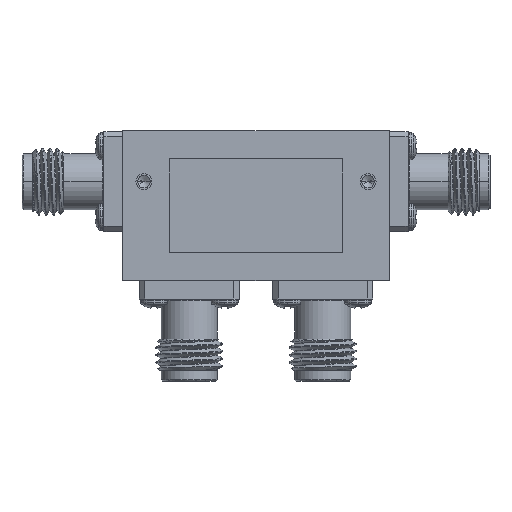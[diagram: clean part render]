
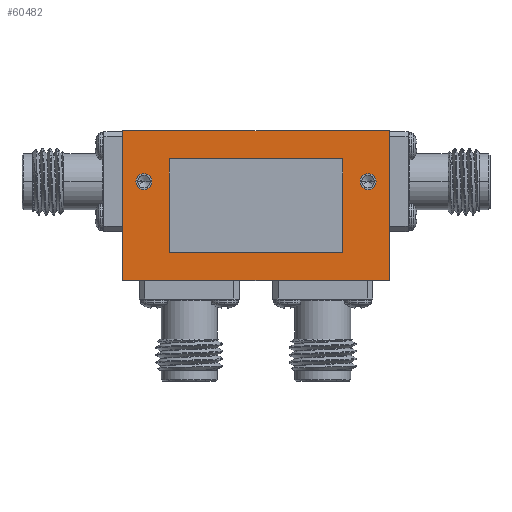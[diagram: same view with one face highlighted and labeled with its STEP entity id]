
A CAD part, top view. The second image highlights one B-rep face of the part: STEP entity #60482.
In plain terms, the highlighted planar face has unit normal (0, 0, 1).
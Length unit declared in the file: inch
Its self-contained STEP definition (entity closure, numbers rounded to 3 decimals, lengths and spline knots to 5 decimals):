
#163 = DIRECTION ( 'NONE',  ( 1., 0., 0. ) ) ;
#279 = EDGE_LOOP ( 'NONE', ( #23683, #16156 ) ) ;
#1207 = CARTESIAN_POINT ( 'NONE',  ( -0.5, -0.28, 0.19 ) ) ;
#1714 = LINE ( 'NONE', #16088, #14253 ) ;
#2003 = LINE ( 'NONE', #17734, #47946 ) ;
#3803 = AXIS2_PLACEMENT_3D ( 'NONE', #33092, #58733, #49157 ) ;
#4870 = VECTOR ( 'NONE', #48903, 39.37008 ) ;
#5233 = EDGE_CURVE ( 'NONE', #46676, #59339, #13576, .T. ) ;
#5277 = CARTESIAN_POINT ( 'NONE',  ( 0.42, 0.09, 0.19 ) ) ;
#5468 = CARTESIAN_POINT ( 'NONE',  ( -0.5, -0.28, 0.19 ) ) ;
#5582 = DIRECTION ( 'NONE',  ( 0., -1., 0. ) ) ;
#5710 = AXIS2_PLACEMENT_3D ( 'NONE', #5277, #46990, #163 ) ;
#5804 = LINE ( 'NONE', #62901, #20872 ) ;
#6145 = DIRECTION ( 'NONE',  ( 1., 0., 0. ) ) ;
#6292 = CARTESIAN_POINT ( 'NONE',  ( -0.45, 0.09, 0.19 ) ) ;
#9183 = CARTESIAN_POINT ( 'NONE',  ( -0.325, -0.175, 0.19 ) ) ;
#9914 = CARTESIAN_POINT ( 'NONE',  ( -0.42, 0.09, 0.19 ) ) ;
#9928 = EDGE_CURVE ( 'NONE', #42431, #52100, #2003, .T. ) ;
#9976 = ORIENTED_EDGE ( 'NONE', *, *, #55397, .T. ) ;
#9994 = VERTEX_POINT ( 'NONE', #50159 ) ;
#10446 = EDGE_CURVE ( 'NONE', #64925, #46676, #51083, .T. ) ;
#10997 = CARTESIAN_POINT ( 'NONE',  ( -0.5, 0.28, 0.19 ) ) ;
#11314 = CARTESIAN_POINT ( 'NONE',  ( -0.325, 0.175, 0.19 ) ) ;
#13576 = LINE ( 'NONE', #64857, #27816 ) ;
#14253 = VECTOR ( 'NONE', #16765, 39.37008 ) ;
#14481 = CIRCLE ( 'NONE', #5710, 0.03 ) ;
#14704 = CIRCLE ( 'NONE', #3803, 0.03 ) ;
#14964 = DIRECTION ( 'NONE',  ( 1., 0., 0. ) ) ;
#16088 = CARTESIAN_POINT ( 'NONE',  ( -0.325, -0.175, 0.19 ) ) ;
#16156 = ORIENTED_EDGE ( 'NONE', *, *, #63011, .F. ) ;
#16213 = VERTEX_POINT ( 'NONE', #18391 ) ;
#16522 = EDGE_CURVE ( 'NONE', #53082, #31429, #45864, .T. ) ;
#16720 = ORIENTED_EDGE ( 'NONE', *, *, #60007, .F. ) ;
#16765 = DIRECTION ( 'NONE',  ( 1., 0., 0. ) ) ;
#17734 = CARTESIAN_POINT ( 'NONE',  ( 0.5, -0.28, 0.19 ) ) ;
#18391 = CARTESIAN_POINT ( 'NONE',  ( 0.325, -0.175, 0.19 ) ) ;
#19716 = EDGE_CURVE ( 'NONE', #59339, #16213, #1714, .T. ) ;
#19851 = ORIENTED_EDGE ( 'NONE', *, *, #65466, .T. ) ;
#20872 = VECTOR ( 'NONE', #6145, 39.37008 ) ;
#21318 = FACE_BOUND ( 'NONE', #279, .T. ) ;
#23683 = ORIENTED_EDGE ( 'NONE', *, *, #16522, .F. ) ;
#23879 = CARTESIAN_POINT ( 'NONE',  ( 0.5, 0.28, 0.19 ) ) ;
#24871 = CIRCLE ( 'NONE', #55411, 0.03 ) ;
#25953 = DIRECTION ( 'NONE',  ( 1., 0., 0. ) ) ;
#27816 = VECTOR ( 'NONE', #34397, 39.37008 ) ;
#29367 = ORIENTED_EDGE ( 'NONE', *, *, #10446, .F. ) ;
#30867 = VERTEX_POINT ( 'NONE', #60882 ) ;
#31429 = VERTEX_POINT ( 'NONE', #6292 ) ;
#33092 = CARTESIAN_POINT ( 'NONE',  ( 0.42, 0.09, 0.19 ) ) ;
#33809 = VECTOR ( 'NONE', #56222, 39.37008 ) ;
#33946 = ORIENTED_EDGE ( 'NONE', *, *, #51281, .F. ) ;
#34397 = DIRECTION ( 'NONE',  ( 0., -1., 0. ) ) ;
#36731 = DIRECTION ( 'NONE',  ( 0., 1., 0. ) ) ;
#37422 = LINE ( 'NONE', #1207, #54932 ) ;
#40545 = VERTEX_POINT ( 'NONE', #58508 ) ;
#41203 = LINE ( 'NONE', #67192, #54155 ) ;
#42431 = VERTEX_POINT ( 'NONE', #51783 ) ;
#42763 = LINE ( 'NONE', #10997, #4870 ) ;
#43668 = VERTEX_POINT ( 'NONE', #5468 ) ;
#44110 = EDGE_CURVE ( 'NONE', #40545, #43668, #37422, .T. ) ;
#44486 = EDGE_LOOP ( 'NONE', ( #61024, #9976, #60456, #19851 ) ) ;
#45864 = CIRCLE ( 'NONE', #67676, 0.03 ) ;
#46338 = ORIENTED_EDGE ( 'NONE', *, *, #19716, .F. ) ;
#46676 = VERTEX_POINT ( 'NONE', #11314 ) ;
#46990 = DIRECTION ( 'NONE',  ( 0., 0., 1. ) ) ;
#47946 = VECTOR ( 'NONE', #49827, 39.37008 ) ;
#48903 = DIRECTION ( 'NONE',  ( -1., 0., 0. ) ) ;
#49157 = DIRECTION ( 'NONE',  ( 1., 0., 0. ) ) ;
#49771 = ORIENTED_EDGE ( 'NONE', *, *, #5233, .F. ) ;
#49827 = DIRECTION ( 'NONE',  ( 0., 1., 0. ) ) ;
#50159 = CARTESIAN_POINT ( 'NONE',  ( 0.45, 0.09, 0.19 ) ) ;
#51083 = LINE ( 'NONE', #61699, #33809 ) ;
#51281 = EDGE_CURVE ( 'NONE', #30867, #9994, #14481, .T. ) ;
#51783 = CARTESIAN_POINT ( 'NONE',  ( 0.5, -0.28, 0.19 ) ) ;
#51920 = DIRECTION ( 'NONE',  ( 0., 0., 1. ) ) ;
#52100 = VERTEX_POINT ( 'NONE', #23879 ) ;
#53082 = VERTEX_POINT ( 'NONE', #57525 ) ;
#54155 = VECTOR ( 'NONE', #36731, 39.37008 ) ;
#54932 = VECTOR ( 'NONE', #62739, 39.37008 ) ;
#55262 = EDGE_CURVE ( 'NONE', #9994, #30867, #14704, .T. ) ;
#55397 = EDGE_CURVE ( 'NONE', #52100, #40545, #42763, .T. ) ;
#55411 = AXIS2_PLACEMENT_3D ( 'NONE', #9914, #51920, #25953 ) ;
#56222 = DIRECTION ( 'NONE',  ( -1., 0., 0. ) ) ;
#56985 = DIRECTION ( 'NONE',  ( 0., 0., 1. ) ) ;
#57217 = FACE_BOUND ( 'NONE', #60686, .T. ) ;
#57525 = CARTESIAN_POINT ( 'NONE',  ( -0.39, 0.09, 0.19 ) ) ;
#58508 = CARTESIAN_POINT ( 'NONE',  ( -0.5, 0.28, 0.19 ) ) ;
#58733 = DIRECTION ( 'NONE',  ( 0., 0., 1. ) ) ;
#59339 = VERTEX_POINT ( 'NONE', #9183 ) ;
#60007 = EDGE_CURVE ( 'NONE', #16213, #64925, #41203, .T. ) ;
#60456 = ORIENTED_EDGE ( 'NONE', *, *, #44110, .T. ) ;
#60482 = ADVANCED_FACE ( 'NONE', ( #62671, #57217, #21318, #67473 ), #61680, .F. ) ;
#60686 = EDGE_LOOP ( 'NONE', ( #67667, #33946 ) ) ;
#60882 = CARTESIAN_POINT ( 'NONE',  ( 0.39, 0.09, 0.19 ) ) ;
#61024 = ORIENTED_EDGE ( 'NONE', *, *, #9928, .T. ) ;
#61091 = CARTESIAN_POINT ( 'NONE',  ( -0.42, 0.09, 0.19 ) ) ;
#61680 = PLANE ( 'NONE',  #65097 ) ;
#61699 = CARTESIAN_POINT ( 'NONE',  ( -0.325, 0.175, 0.19 ) ) ;
#62016 = CARTESIAN_POINT ( 'NONE',  ( 0., 0., 0.19 ) ) ;
#62671 = FACE_OUTER_BOUND ( 'NONE', #44486, .T. ) ;
#62739 = DIRECTION ( 'NONE',  ( 0., -1., 0. ) ) ;
#62901 = CARTESIAN_POINT ( 'NONE',  ( -0.5, -0.28, 0.19 ) ) ;
#63010 = DIRECTION ( 'NONE',  ( 0., 0., -1. ) ) ;
#63011 = EDGE_CURVE ( 'NONE', #31429, #53082, #24871, .T. ) ;
#64857 = CARTESIAN_POINT ( 'NONE',  ( -0.325, -0.175, 0.19 ) ) ;
#64925 = VERTEX_POINT ( 'NONE', #66776 ) ;
#65097 = AXIS2_PLACEMENT_3D ( 'NONE', #62016, #63010, #5582 ) ;
#65466 = EDGE_CURVE ( 'NONE', #43668, #42431, #5804, .T. ) ;
#65498 = EDGE_LOOP ( 'NONE', ( #16720, #46338, #49771, #29367 ) ) ;
#66776 = CARTESIAN_POINT ( 'NONE',  ( 0.325, 0.175, 0.19 ) ) ;
#67192 = CARTESIAN_POINT ( 'NONE',  ( 0.325, -0.175, 0.19 ) ) ;
#67473 = FACE_BOUND ( 'NONE', #65498, .T. ) ;
#67667 = ORIENTED_EDGE ( 'NONE', *, *, #55262, .F. ) ;
#67676 = AXIS2_PLACEMENT_3D ( 'NONE', #61091, #56985, #14964 ) ;
